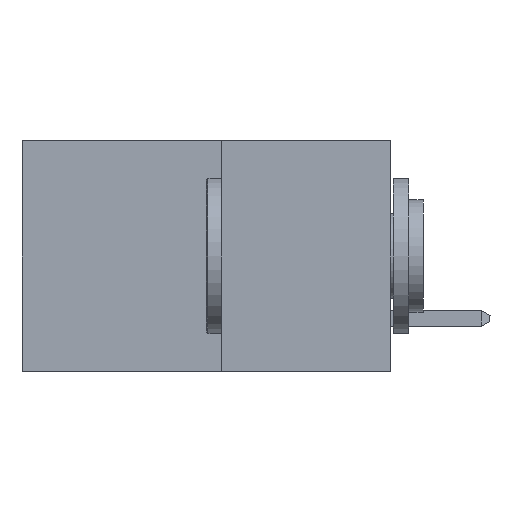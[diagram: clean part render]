
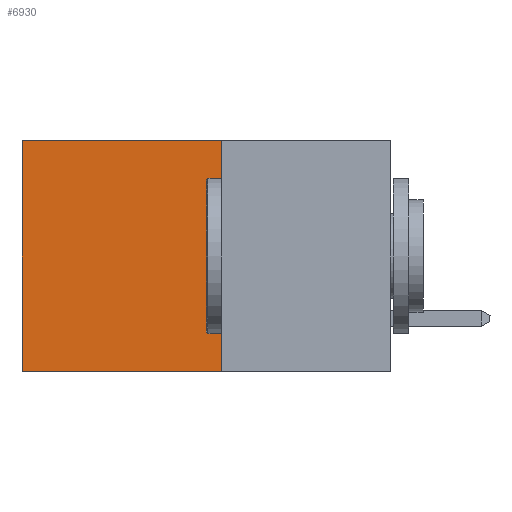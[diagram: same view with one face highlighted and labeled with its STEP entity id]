
A CAD part, left-side view. The second image highlights one B-rep face of the part: STEP entity #6930.
In plain terms, the highlighted planar face has unit normal (-1, 0, 0).
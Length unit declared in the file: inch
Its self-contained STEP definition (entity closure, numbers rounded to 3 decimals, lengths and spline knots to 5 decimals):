
#189 = EDGE_CURVE ( 'NONE', #11119, #8560, #5648, .T. ) ;
#1447 = AXIS2_PLACEMENT_3D ( 'NONE', #3270, #11363, #4458 ) ;
#2122 = EDGE_CURVE ( 'NONE', #9130, #6319, #8886, .T. ) ;
#2607 = LINE ( 'NONE', #11190, #14515 ) ;
#3270 = CARTESIAN_POINT ( 'NONE',  ( 0.277, 0.27, -0.37 ) ) ;
#3862 = FACE_OUTER_BOUND ( 'NONE', #8988, .T. ) ;
#4046 = CARTESIAN_POINT ( 'NONE',  ( 0.277, 0.59, -0.37 ) ) ;
#4400 = CARTESIAN_POINT ( 'NONE',  ( 0.277, 0.27, -0.37 ) ) ;
#4458 = DIRECTION ( 'NONE',  ( 0., 0., -1. ) ) ;
#4646 = ORIENTED_EDGE ( 'NONE', *, *, #6260, .F. ) ;
#5563 = ORIENTED_EDGE ( 'NONE', *, *, #189, .T. ) ;
#5648 = LINE ( 'NONE', #14121, #13692 ) ;
#5758 = ORIENTED_EDGE ( 'NONE', *, *, #2122, .F. ) ;
#6260 = EDGE_CURVE ( 'NONE', #6319, #8560, #14297, .T. ) ;
#6319 = VERTEX_POINT ( 'NONE', #13518 ) ;
#6930 = ADVANCED_FACE ( 'NONE', ( #3862 ), #14729, .F. ) ;
#7632 = CARTESIAN_POINT ( 'NONE',  ( 0.277, 0.27, 0. ) ) ;
#7918 = DIRECTION ( 'NONE',  ( 0., 1., 0. ) ) ;
#8560 = VERTEX_POINT ( 'NONE', #4046 ) ;
#8886 = LINE ( 'NONE', #4400, #9603 ) ;
#8988 = EDGE_LOOP ( 'NONE', ( #5563, #4646, #5758, #10597 ) ) ;
#9130 = VERTEX_POINT ( 'NONE', #7632 ) ;
#9603 = VECTOR ( 'NONE', #13641, 39.37008 ) ;
#10597 = ORIENTED_EDGE ( 'NONE', *, *, #14368, .T. ) ;
#11119 = VERTEX_POINT ( 'NONE', #13808 ) ;
#11190 = CARTESIAN_POINT ( 'NONE',  ( 0.277, 0.27, 0. ) ) ;
#11363 = DIRECTION ( 'NONE',  ( 1., 0., 0. ) ) ;
#13518 = CARTESIAN_POINT ( 'NONE',  ( 0.277, 0.27, -0.37 ) ) ;
#13641 = DIRECTION ( 'NONE',  ( 0., 0., -1. ) ) ;
#13692 = VECTOR ( 'NONE', #14486, 39.37008 ) ;
#13808 = CARTESIAN_POINT ( 'NONE',  ( 0.277, 0.59, 0. ) ) ;
#13939 = VECTOR ( 'NONE', #14833, 39.37008 ) ;
#14121 = CARTESIAN_POINT ( 'NONE',  ( 0.277, 0.59, -0.37 ) ) ;
#14297 = LINE ( 'NONE', #14955, #13939 ) ;
#14368 = EDGE_CURVE ( 'NONE', #9130, #11119, #2607, .T. ) ;
#14486 = DIRECTION ( 'NONE',  ( 0., 0., -1. ) ) ;
#14515 = VECTOR ( 'NONE', #7918, 39.37008 ) ;
#14729 = PLANE ( 'NONE',  #1447 ) ;
#14833 = DIRECTION ( 'NONE',  ( 0., 1., 0. ) ) ;
#14955 = CARTESIAN_POINT ( 'NONE',  ( 0.277, 0.27, -0.37 ) ) ;
